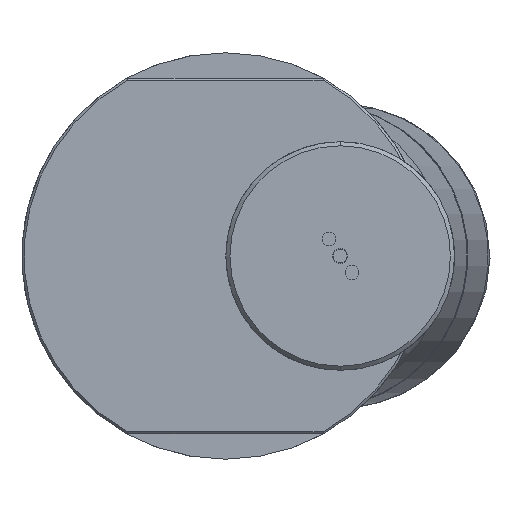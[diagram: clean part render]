
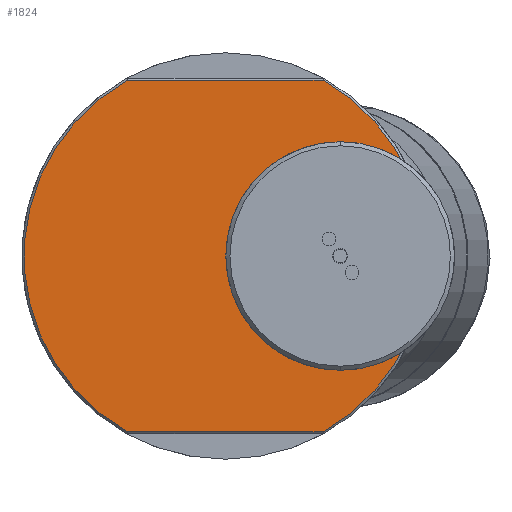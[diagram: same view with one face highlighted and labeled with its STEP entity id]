
A CAD part, left-side view. The second image highlights one B-rep face of the part: STEP entity #1824.
In plain terms, the highlighted planar face has unit normal (-1, 0, 0).
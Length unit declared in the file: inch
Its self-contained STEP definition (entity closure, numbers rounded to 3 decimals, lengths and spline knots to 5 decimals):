
#12 = VERTEX_POINT ( 'NONE', #1841 ) ;
#20 = CARTESIAN_POINT ( 'NONE',  ( -4.8, -0.566, 0.32115 ) ) ;
#68 = DIRECTION ( 'NONE',  ( 0., 0., 1. ) ) ;
#126 = CARTESIAN_POINT ( 'NONE',  ( -4.8, 0., 0. ) ) ;
#192 = VERTEX_POINT ( 'NONE', #1973 ) ;
#240 = EDGE_LOOP ( 'NONE', ( #1271, #2294, #1133, #1822 ) ) ;
#242 = VERTEX_POINT ( 'NONE', #374 ) ;
#311 = CARTESIAN_POINT ( 'NONE',  ( -4.8, -0.48153, 0.865 ) ) ;
#319 = ORIENTED_EDGE ( 'NONE', *, *, #2520, .F. ) ;
#342 = VERTEX_POINT ( 'NONE', #2337 ) ;
#349 = DIRECTION ( 'NONE',  ( 0., 0., 1. ) ) ;
#354 = EDGE_CURVE ( 'NONE', #192, #242, #549, .T. ) ;
#364 = FACE_OUTER_BOUND ( 'NONE', #240, .T. ) ;
#374 = CARTESIAN_POINT ( 'NONE',  ( -4.8, -0.48153, -0.865 ) ) ;
#396 = CIRCLE ( 'NONE', #577, 0.99 ) ;
#486 = DIRECTION ( 'NONE',  ( 0., 1., 0. ) ) ;
#528 = DIRECTION ( 'NONE',  ( -1., 0., 0. ) ) ;
#538 = CARTESIAN_POINT ( 'NONE',  ( -4.8, 0., 0. ) ) ;
#549 = LINE ( 'NONE', #1718, #2027 ) ;
#559 = DIRECTION ( 'NONE',  ( -1., 0., 0. ) ) ;
#577 = AXIS2_PLACEMENT_3D ( 'NONE', #538, #1358, #349 ) ;
#629 = AXIS2_PLACEMENT_3D ( 'NONE', #126, #949, #751 ) ;
#751 = DIRECTION ( 'NONE',  ( 0., 0., 1. ) ) ;
#753 = CARTESIAN_POINT ( 'NONE',  ( -4.8, -0.566, 0. ) ) ;
#804 = EDGE_CURVE ( 'NONE', #12, #2186, #1767, .T. ) ;
#810 = FACE_BOUND ( 'NONE', #2462, .T. ) ;
#910 = VERTEX_POINT ( 'NONE', #311 ) ;
#922 = EDGE_CURVE ( 'NONE', #910, #342, #2322, .T. ) ;
#949 = DIRECTION ( 'NONE',  ( -1., 0., 0. ) ) ;
#979 = CIRCLE ( 'NONE', #1783, 0.99 ) ;
#1133 = ORIENTED_EDGE ( 'NONE', *, *, #1769, .T. ) ;
#1156 = DIRECTION ( 'NONE',  ( 0., -1., 0. ) ) ;
#1271 = ORIENTED_EDGE ( 'NONE', *, *, #2096, .T. ) ;
#1294 = CARTESIAN_POINT ( 'NONE',  ( -4.8, -0.566, 0. ) ) ;
#1358 = DIRECTION ( 'NONE',  ( -1., 0., 0. ) ) ;
#1635 = AXIS2_PLACEMENT_3D ( 'NONE', #1294, #2342, #68 ) ;
#1661 = VECTOR ( 'NONE', #486, 39.37008 ) ;
#1718 = CARTESIAN_POINT ( 'NONE',  ( -4.8, -0.48412, -0.865 ) ) ;
#1726 = CARTESIAN_POINT ( 'NONE',  ( -4.8, 0.48412, 0.865 ) ) ;
#1767 = CIRCLE ( 'NONE', #1635, 0.32115 ) ;
#1769 = EDGE_CURVE ( 'NONE', #242, #910, #979, .T. ) ;
#1783 = AXIS2_PLACEMENT_3D ( 'NONE', #1820, #528, #2632 ) ;
#1799 = PLANE ( 'NONE',  #629 ) ;
#1820 = CARTESIAN_POINT ( 'NONE',  ( -4.8, 0., 0. ) ) ;
#1822 = ORIENTED_EDGE ( 'NONE', *, *, #922, .T. ) ;
#1824 = ADVANCED_FACE ( 'NONE', ( #810, #364 ), #1799, .T. ) ;
#1841 = CARTESIAN_POINT ( 'NONE',  ( -4.8, -0.566, -0.32115 ) ) ;
#1911 = ORIENTED_EDGE ( 'NONE', *, *, #804, .F. ) ;
#1973 = CARTESIAN_POINT ( 'NONE',  ( -4.8, 0.48153, -0.865 ) ) ;
#1982 = CIRCLE ( 'NONE', #2190, 0.32115 ) ;
#2027 = VECTOR ( 'NONE', #1156, 39.37008 ) ;
#2096 = EDGE_CURVE ( 'NONE', #342, #192, #396, .T. ) ;
#2186 = VERTEX_POINT ( 'NONE', #20 ) ;
#2190 = AXIS2_PLACEMENT_3D ( 'NONE', #753, #559, #2407 ) ;
#2294 = ORIENTED_EDGE ( 'NONE', *, *, #354, .T. ) ;
#2322 = LINE ( 'NONE', #1726, #1661 ) ;
#2337 = CARTESIAN_POINT ( 'NONE',  ( -4.8, 0.48153, 0.865 ) ) ;
#2342 = DIRECTION ( 'NONE',  ( -1., 0., 0. ) ) ;
#2407 = DIRECTION ( 'NONE',  ( 0., 0., 1. ) ) ;
#2462 = EDGE_LOOP ( 'NONE', ( #319, #1911 ) ) ;
#2520 = EDGE_CURVE ( 'NONE', #2186, #12, #1982, .T. ) ;
#2632 = DIRECTION ( 'NONE',  ( 0., 0., 1. ) ) ;
